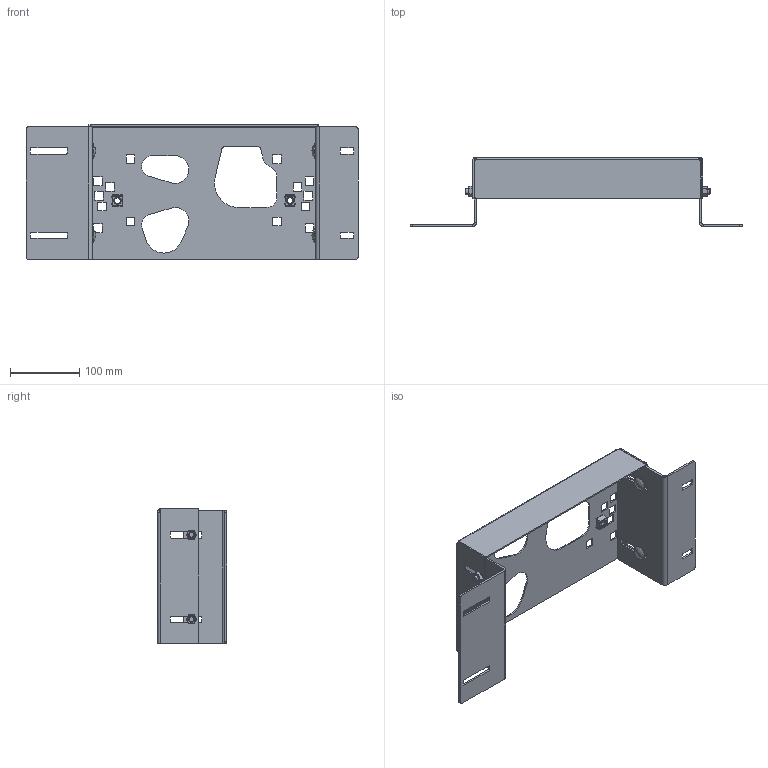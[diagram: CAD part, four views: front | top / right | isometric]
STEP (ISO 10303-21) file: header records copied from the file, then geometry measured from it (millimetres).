
FILE_DESCRIPTION (( 'STEP AP214' ), '1' );
FILE_NAME ('H8_CKRN65-135.STEP', '2024-03-21T08:04:50', ( '' ), ( '' ), 'SwSTEP 2.0', 'SolidWorks 2019', '' );
FILE_SCHEMA (( 'AUTOMOTIVE_DESIGN' ));
Length unit declared in the file: millimetre
Products named in the file (6): H8_CKRN65-135.P1; H8_CKRN65-135; cage nut M10x1,8-3,2; H8_CKRN65-135.P2; MATICA DIN 934_MATICA M 8; DIN603 M8x16
Assembly tree (13 placements, depth 2):
  H8_CKRN65-135
    H8_CKRN65-135.P1
    H8_CKRN65-135.P2  x2
    cage nut M10x1,8-3,2  x2
    DIN603 M8x16  x4
    MATICA DIN 934_MATICA M 8  x4
Bounding box: 481.07 x 100.5 x 195 mm (x, y, z)
Volume: 359462 mm3; surface area: 314581.4 mm2
Topology: 13 solids, 13 shells, 839 faces, 2325 edges, 1514 vertices
Faces by surface type: plane 444, cylinder 271, cone 80, bspline 36, sphere 8
Entity records: 21567 total; most frequent: CARTESIAN_POINT 6603, ORIENTED_EDGE 3136, DIRECTION 2881, EDGE_CURVE 1568, VECTOR 1041, LINE 1041, VERTEX_POINT 1026, AXIS2_PLACEMENT_3D 920
